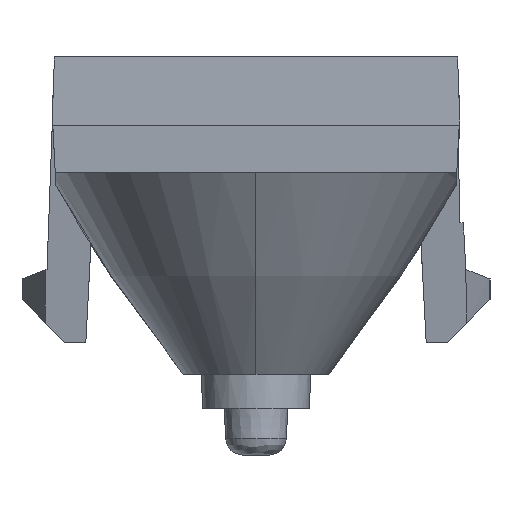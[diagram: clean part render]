
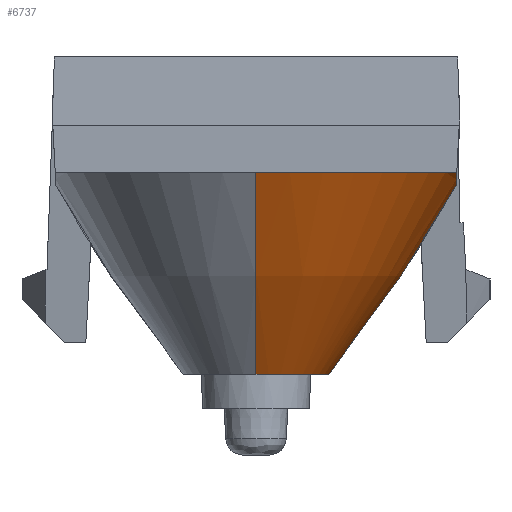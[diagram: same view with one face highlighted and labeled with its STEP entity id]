
A CAD part, left-side view. The second image highlights one B-rep face of the part: STEP entity #6737.
In plain terms, the highlighted face is a revolution surface.
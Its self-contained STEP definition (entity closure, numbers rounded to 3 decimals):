
#1328=CARTESIAN_POINT('',(-134.94,138.771,6.537));
#1329=DIRECTION('',(0.,0.,-1.));
#1330=DIRECTION('',(-0.254,-0.967,0.));
#1331=AXIS2_PLACEMENT_3D('',#1328,#1329,#1330);
#1338=CARTESIAN_POINT('',(-136.652,138.771,1.787));
#1339=CARTESIAN_POINT('',(-137.219,138.771,2.462));
#1340=CARTESIAN_POINT('',(-138.345,138.771,3.993));
#1341=CARTESIAN_POINT('',(-139.311,138.771,5.626));
#1342=CARTESIAN_POINT('',(-139.819,138.771,6.537));
#1344=CARTESIAN_POINT('',(-136.181,134.053,6.537));
#1345=CARTESIAN_POINT('',(-135.979,134.058,6.436));
#1346=CARTESIAN_POINT('',(-135.573,134.066,6.277));
#1347=CARTESIAN_POINT('',(-134.94,134.071,6.195));
#1348=CARTESIAN_POINT('',(-134.305,134.066,6.278));
#1349=CARTESIAN_POINT('',(-133.9,134.058,6.436));
#1350=CARTESIAN_POINT('',(-133.699,134.053,6.537));
#1362=CARTESIAN_POINT('',(-134.94,138.771,6.537));
#1363=DIRECTION('',(0.,0.,-1.));
#1364=DIRECTION('',(1.,0.,0.));
#1365=AXIS2_PLACEMENT_3D('',#1362,#1363,#1364);
#3540=CARTESIAN_POINT('',(-133.228,138.771,1.787));
#3541=CARTESIAN_POINT('',(-132.661,138.771,2.462));
#3542=CARTESIAN_POINT('',(-131.535,138.771,3.993));
#3543=CARTESIAN_POINT('',(-130.569,138.771,5.626));
#3544=CARTESIAN_POINT('',(-130.061,138.771,6.537));
#3554=CARTESIAN_POINT('',(-134.94,138.771,1.787));
#3555=DIRECTION('',(0.,0.,1.));
#3556=DIRECTION('',(-1.,0.,0.));
#3557=AXIS2_PLACEMENT_3D('',#3554,#3555,#3556);
#4005=CARTESIAN_POINT('',(-133.699,134.053,6.537));
#4006=VERTEX_POINT('',#4005);
#4007=VERTEX_POINT('',#1344);
#4151=CARTESIAN_POINT('',(-139.819,138.771,6.537));
#4152=VERTEX_POINT('',#4151);
#4205=CARTESIAN_POINT('',(-130.061,138.771,6.537));
#4206=VERTEX_POINT('',#4205);
#4207=VERTEX_POINT('',#1338);
#4208=CARTESIAN_POINT('',(-133.228,138.771,1.787));
#4209=VERTEX_POINT('',#4208);
#6713=CARTESIAN_POINT('',(-139.961,138.771,6.794));
#6714=CARTESIAN_POINT('',(-139.914,138.771,6.708));
#6715=CARTESIAN_POINT('',(-139.36,138.771,5.709));
#6716=CARTESIAN_POINT('',(-138.345,138.771,3.993));
#6717=CARTESIAN_POINT('',(-137.162,138.771,2.384));
#6718=CARTESIAN_POINT('',(-136.526,138.771,1.637));
#6719=CARTESIAN_POINT('',(-136.461,138.771,1.563));
#6721=CARTESIAN_POINT('',(-134.94,138.771,7.047));
#6722=DIRECTION('',(0.,0.,-1.));
#6723=AXIS1_PLACEMENT('',#6721,#6722);
#6724=SURFACE_OF_REVOLUTION('',#6720,#6723);
#6726=ORIENTED_EDGE('',*,*,#6725,.F.);
#6728=ORIENTED_EDGE('',*,*,#6727,.F.);
#6730=ORIENTED_EDGE('',*,*,#6729,.F.);
#6732=ORIENTED_EDGE('',*,*,#6731,.T.);
#6733=ORIENTED_EDGE('',*,*,#6706,.F.);
#6734=ORIENTED_EDGE('',*,*,#5246,.T.);
#6735=EDGE_LOOP('',(#6726,#6728,#6730,#6732,#6733,#6734));
#6736=FACE_OUTER_BOUND('',#6735,.F.);
#6737=ADVANCED_FACE('',(#6736),#6724,.T.);
#1332=CIRCLE('',#1331,4.879);
#1343=B_SPLINE_CURVE_WITH_KNOTS('',3,(#1338,#1339,#1340,#1341,#1342),
.UNSPECIFIED.,.F.,.F.,(4,1,4),(0.,0.457,1.),.UNSPECIFIED.);
#1351=B_SPLINE_CURVE_WITH_KNOTS('',3,(#1344,#1345,#1346,#1347,#1348,#1349,
#1350),.UNSPECIFIED.,.F.,.F.,(4,1,1,1,4),(0.,0.25,0.5,0.75,1.),
.UNSPECIFIED.);
#1366=CIRCLE('',#1365,4.879);
#3545=B_SPLINE_CURVE_WITH_KNOTS('',3,(#3540,#3541,#3542,#3543,#3544),
.UNSPECIFIED.,.F.,.F.,(4,1,4),(0.,0.457,1.),.UNSPECIFIED.);
#3558=CIRCLE('',#3557,1.712);
#5246=EDGE_CURVE('',#4007,#4006,#1351,.T.);
#6706=EDGE_CURVE('',#4007,#4152,#1332,.T.);
#6720=B_SPLINE_CURVE_WITH_KNOTS('',3,(#6713,#6714,#6715,#6716,#6717,#6718,
#6719),.UNSPECIFIED.,.F.,.F.,(4,1,1,1,4),(0.,0.046,
0.539,0.954,1.),.UNSPECIFIED.);
#6725=EDGE_CURVE('',#4206,#4006,#1366,.T.);
#6727=EDGE_CURVE('',#4209,#4206,#3545,.T.);
#6729=EDGE_CURVE('',#4207,#4209,#3558,.T.);
#6731=EDGE_CURVE('',#4207,#4152,#1343,.T.);
